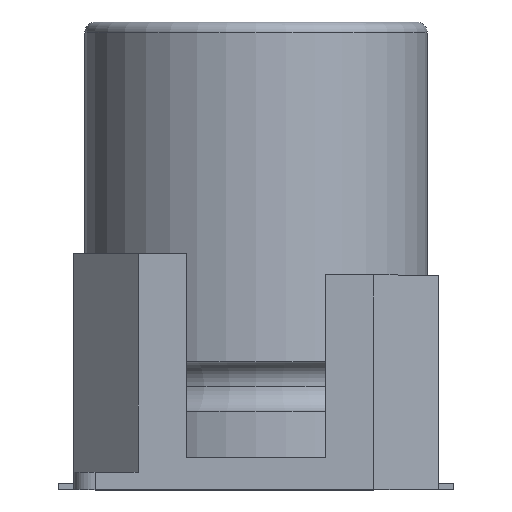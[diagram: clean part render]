
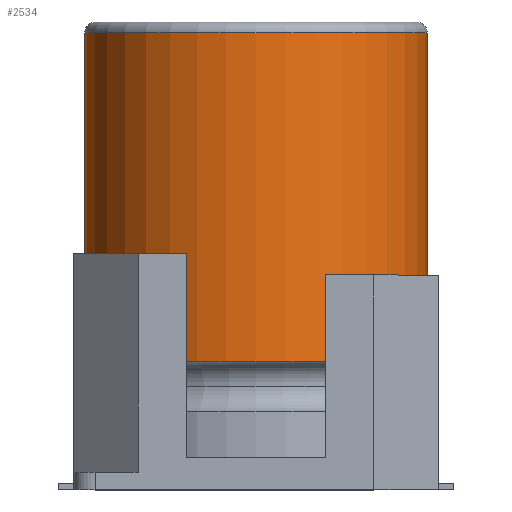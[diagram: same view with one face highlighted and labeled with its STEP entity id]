
A CAD part, top view. The second image highlights one B-rep face of the part: STEP entity #2534.
In plain terms, the highlighted cylindrical face has radius 8 mm (diameter 16 mm), a partial arc.
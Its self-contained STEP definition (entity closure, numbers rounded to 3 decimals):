
#122 = FACE_OUTER_BOUND ( 'NONE', #527, .T. ) ;
#123 = CARTESIAN_POINT ( 'NONE',  ( -8., 20.3, 0. ) ) ;
#245 = ORIENTED_EDGE ( 'NONE', *, *, #3576, .T. ) ;
#260 = DIRECTION ( 'NONE',  ( 0., -1., 0. ) ) ;
#430 = AXIS2_PLACEMENT_3D ( 'NONE', #535, #2365, #836 ) ;
#527 = EDGE_LOOP ( 'NONE', ( #2941, #245, #3492, #930 ) ) ;
#535 = CARTESIAN_POINT ( 'NONE',  ( 0., 20.3, 0. ) ) ;
#604 = AXIS2_PLACEMENT_3D ( 'NONE', #3473, #3790, #3845 ) ;
#815 = CIRCLE ( 'NONE', #604, 8. ) ;
#836 = DIRECTION ( 'NONE',  ( 1., 0., 0. ) ) ;
#930 = ORIENTED_EDGE ( 'NONE', *, *, #3791, .F. ) ;
#1045 = VECTOR ( 'NONE', #1336, 1000. ) ;
#1054 = CYLINDRICAL_SURFACE ( 'NONE', #430, 8. ) ;
#1086 = VECTOR ( 'NONE', #1519, 1000. ) ;
#1336 = DIRECTION ( 'NONE',  ( 0., -1., 0. ) ) ;
#1372 = LINE ( 'NONE', #123, #1045 ) ;
#1519 = DIRECTION ( 'NONE',  ( 0., -1., 0. ) ) ;
#2029 = VERTEX_POINT ( 'NONE', #2100 ) ;
#2100 = CARTESIAN_POINT ( 'NONE',  ( 8., 19.8, 0. ) ) ;
#2290 = CIRCLE ( 'NONE', #3082, 8. ) ;
#2365 = DIRECTION ( 'NONE',  ( 0., -1., 0. ) ) ;
#2376 = DIRECTION ( 'NONE',  ( 1., 0., 0. ) ) ;
#2377 = LINE ( 'NONE', #2747, #1086 ) ;
#2512 = EDGE_CURVE ( 'NONE', #2867, #3657, #2290, .T. ) ;
#2526 = CARTESIAN_POINT ( 'NONE',  ( 8., 4.45, 0. ) ) ;
#2534 = ADVANCED_FACE ( 'NONE', ( #122 ), #1054, .T. ) ;
#2551 = VERTEX_POINT ( 'NONE', #3250 ) ;
#2676 = CARTESIAN_POINT ( 'NONE',  ( 0., 4.45, 0. ) ) ;
#2747 = CARTESIAN_POINT ( 'NONE',  ( 8., 20.3, 0. ) ) ;
#2867 = VERTEX_POINT ( 'NONE', #2526 ) ;
#2941 = ORIENTED_EDGE ( 'NONE', *, *, #2997, .T. ) ;
#2969 = CARTESIAN_POINT ( 'NONE',  ( -8., 4.45, 0. ) ) ;
#2997 = EDGE_CURVE ( 'NONE', #2029, #2551, #815, .T. ) ;
#3082 = AXIS2_PLACEMENT_3D ( 'NONE', #2676, #260, #2376 ) ;
#3250 = CARTESIAN_POINT ( 'NONE',  ( -8., 19.8, 0. ) ) ;
#3473 = CARTESIAN_POINT ( 'NONE',  ( 0., 19.8, 0. ) ) ;
#3492 = ORIENTED_EDGE ( 'NONE', *, *, #2512, .F. ) ;
#3576 = EDGE_CURVE ( 'NONE', #2551, #3657, #1372, .T. ) ;
#3657 = VERTEX_POINT ( 'NONE', #2969 ) ;
#3790 = DIRECTION ( 'NONE',  ( 0., -1., 0. ) ) ;
#3791 = EDGE_CURVE ( 'NONE', #2029, #2867, #2377, .T. ) ;
#3845 = DIRECTION ( 'NONE',  ( -1., 0., 0. ) ) ;
